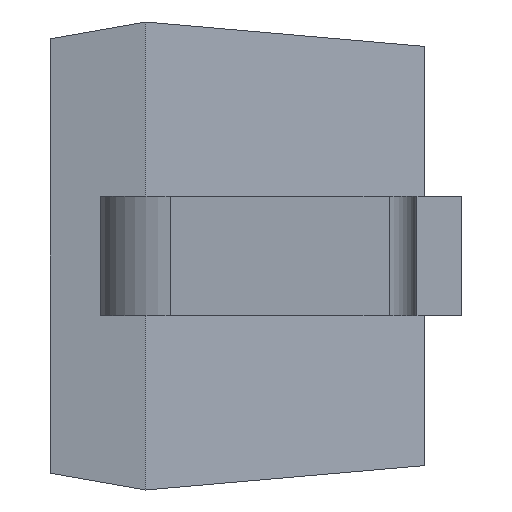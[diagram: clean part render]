
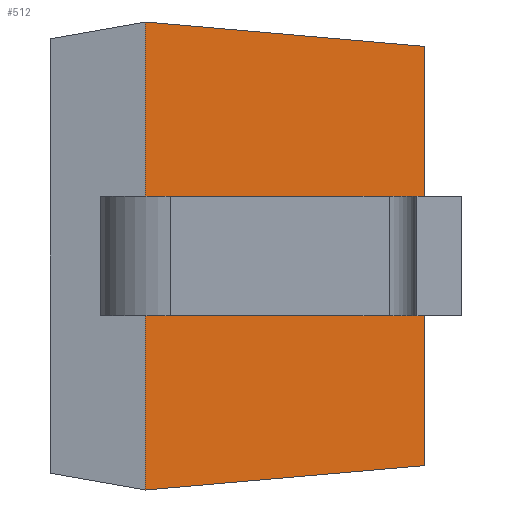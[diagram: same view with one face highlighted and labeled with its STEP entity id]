
A CAD part, left-side view. The second image highlights one B-rep face of the part: STEP entity #512.
In plain terms, the highlighted planar face has unit normal (-0.996, -0.087, 0).
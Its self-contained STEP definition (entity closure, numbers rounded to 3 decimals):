
#15 = EDGE_CURVE ( 'NONE', #700, #488, #563, .T. ) ;
#39 = DIRECTION ( 'NONE',  ( -0.087, 0.992, 0.087 ) ) ;
#85 = CARTESIAN_POINT ( 'NONE',  ( -0.85, 0.845, -0.625 ) ) ;
#89 = VECTOR ( 'NONE', #39, 1000. ) ;
#96 = CARTESIAN_POINT ( 'NONE',  ( -0.785, 0.106, -0.56 ) ) ;
#111 = AXIS2_PLACEMENT_3D ( 'NONE', #183, #1262, #951 ) ;
#183 = CARTESIAN_POINT ( 'NONE',  ( -0.785, 0.1, 0.625 ) ) ;
#236 = ORIENTED_EDGE ( 'NONE', *, *, #15, .F. ) ;
#241 = VECTOR ( 'NONE', #330, 1000. ) ;
#277 = CARTESIAN_POINT ( 'NONE',  ( -0.85, 0.845, 0.625 ) ) ;
#307 = LINE ( 'NONE', #1134, #89 ) ;
#330 = DIRECTION ( 'NONE',  ( 0.087, -0.992, 0.087 ) ) ;
#431 = ORIENTED_EDGE ( 'NONE', *, *, #486, .T. ) ;
#440 = LINE ( 'NONE', #96, #241 ) ;
#442 = CARTESIAN_POINT ( 'NONE',  ( -0.785, 0.1, 0.625 ) ) ;
#484 = VECTOR ( 'NONE', #634, 1000. ) ;
#486 = EDGE_CURVE ( 'NONE', #660, #861, #755, .T. ) ;
#488 = VERTEX_POINT ( 'NONE', #723 ) ;
#507 = PLANE ( 'NONE',  #111 ) ;
#512 = ADVANCED_FACE ( 'NONE', ( #996 ), #507, .F. ) ;
#563 = LINE ( 'NONE', #442, #678 ) ;
#634 = DIRECTION ( 'NONE',  ( 0., 0., -1. ) ) ;
#660 = VERTEX_POINT ( 'NONE', #277 ) ;
#661 = EDGE_CURVE ( 'NONE', #700, #660, #307, .T. ) ;
#678 = VECTOR ( 'NONE', #877, 1000. ) ;
#700 = VERTEX_POINT ( 'NONE', #1368 ) ;
#723 = CARTESIAN_POINT ( 'NONE',  ( -0.785, 0.1, -0.56 ) ) ;
#755 = LINE ( 'NONE', #1154, #484 ) ;
#861 = VERTEX_POINT ( 'NONE', #85 ) ;
#877 = DIRECTION ( 'NONE',  ( 0., 0., -1. ) ) ;
#944 = EDGE_LOOP ( 'NONE', ( #1364, #431, #1382, #236 ) ) ;
#949 = EDGE_CURVE ( 'NONE', #861, #488, #440, .T. ) ;
#951 = DIRECTION ( 'NONE',  ( 0., 0., -1. ) ) ;
#996 = FACE_OUTER_BOUND ( 'NONE', #944, .T. ) ;
#1134 = CARTESIAN_POINT ( 'NONE',  ( -0.844, 0.772, 0.619 ) ) ;
#1154 = CARTESIAN_POINT ( 'NONE',  ( -0.85, 0.845, 0.625 ) ) ;
#1262 = DIRECTION ( 'NONE',  ( 0.996, 0.087, 0. ) ) ;
#1364 = ORIENTED_EDGE ( 'NONE', *, *, #661, .T. ) ;
#1368 = CARTESIAN_POINT ( 'NONE',  ( -0.785, 0.1, 0.56 ) ) ;
#1382 = ORIENTED_EDGE ( 'NONE', *, *, #949, .T. ) ;
